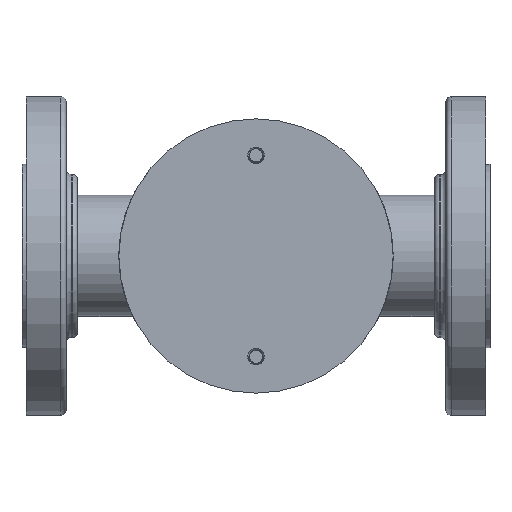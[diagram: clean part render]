
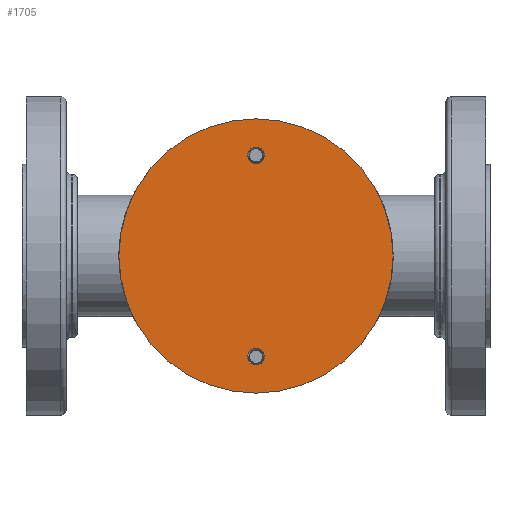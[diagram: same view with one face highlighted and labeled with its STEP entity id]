
A CAD part, front view. The second image highlights one B-rep face of the part: STEP entity #1705.
In plain terms, the highlighted planar face has unit normal (0, -1, 0).
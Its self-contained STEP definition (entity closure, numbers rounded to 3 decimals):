
#33 = DIRECTION ( 'NONE',  ( 0., -1., 0. ) ) ;
#304 = DIRECTION ( 'NONE',  ( 1., 0., 0. ) ) ;
#350 = VERTEX_POINT ( 'NONE', #6997 ) ;
#445 = DIRECTION ( 'NONE',  ( 0., 1., 0. ) ) ;
#613 = VERTEX_POINT ( 'NONE', #7048 ) ;
#616 = PLANE ( 'NONE',  #7267 ) ;
#1016 = DIRECTION ( 'NONE',  ( 1., 0., 0. ) ) ;
#1176 = EDGE_CURVE ( 'NONE', #350, #350, #10078, .T. ) ;
#1267 = CARTESIAN_POINT ( 'NONE',  ( 0., -33.193, 40. ) ) ;
#1543 = FACE_OUTER_BOUND ( 'NONE', #2472, .T. ) ;
#1705 = ADVANCED_FACE ( 'NONE', ( #7362, #7473, #1543 ), #616, .T. ) ;
#1781 = ORIENTED_EDGE ( 'NONE', *, *, #1176, .T. ) ;
#1886 = DIRECTION ( 'NONE',  ( 0., 1., 0. ) ) ;
#2415 = DIRECTION ( 'NONE',  ( 1., 0., 0. ) ) ;
#2472 = EDGE_LOOP ( 'NONE', ( #8526 ) ) ;
#2583 = AXIS2_PLACEMENT_3D ( 'NONE', #10137, #1886, #304 ) ;
#2723 = CIRCLE ( 'NONE', #3415, 54.5 ) ;
#3068 = DIRECTION ( 'NONE',  ( 0., -1., 0. ) ) ;
#3415 = AXIS2_PLACEMENT_3D ( 'NONE', #10138, #33, #1016 ) ;
#5511 = DIRECTION ( 'NONE',  ( 1., 0., 0. ) ) ;
#6031 = EDGE_LOOP ( 'NONE', ( #9727 ) ) ;
#6724 = CIRCLE ( 'NONE', #7576, 3.3 ) ;
#6997 = CARTESIAN_POINT ( 'NONE',  ( 3.3, -33.193, -40. ) ) ;
#7048 = CARTESIAN_POINT ( 'NONE',  ( 3.3, -33.193, 40. ) ) ;
#7267 = AXIS2_PLACEMENT_3D ( 'NONE', #9838, #3068, #2415 ) ;
#7362 = FACE_BOUND ( 'NONE', #8748, .T. ) ;
#7473 = FACE_BOUND ( 'NONE', #6031, .T. ) ;
#7576 = AXIS2_PLACEMENT_3D ( 'NONE', #1267, #445, #5511 ) ;
#7865 = VERTEX_POINT ( 'NONE', #8078 ) ;
#8078 = CARTESIAN_POINT ( 'NONE',  ( 54.5, -33.193, 0. ) ) ;
#8095 = EDGE_CURVE ( 'NONE', #613, #613, #6724, .T. ) ;
#8526 = ORIENTED_EDGE ( 'NONE', *, *, #9921, .T. ) ;
#8748 = EDGE_LOOP ( 'NONE', ( #1781 ) ) ;
#9727 = ORIENTED_EDGE ( 'NONE', *, *, #8095, .T. ) ;
#9838 = CARTESIAN_POINT ( 'NONE',  ( 54.5, -33.193, 0. ) ) ;
#9921 = EDGE_CURVE ( 'NONE', #7865, #7865, #2723, .T. ) ;
#10078 = CIRCLE ( 'NONE', #2583, 3.3 ) ;
#10137 = CARTESIAN_POINT ( 'NONE',  ( 0., -33.193, -40. ) ) ;
#10138 = CARTESIAN_POINT ( 'NONE',  ( 0., -33.193, 0. ) ) ;
